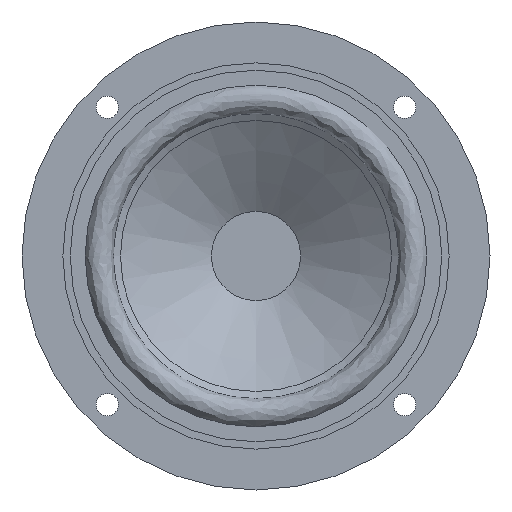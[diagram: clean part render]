
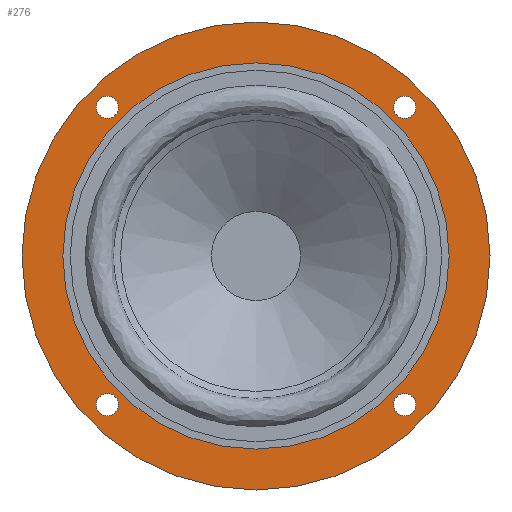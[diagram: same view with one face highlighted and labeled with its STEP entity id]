
A CAD part, front view. The second image highlights one B-rep face of the part: STEP entity #276.
In plain terms, the highlighted planar face has unit normal (0, -1, 0).
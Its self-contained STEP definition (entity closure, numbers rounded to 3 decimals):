
#31 = CYLINDRICAL_SURFACE('',#32,63.);
#32 = AXIS2_PLACEMENT_3D('',#33,#34,#35);
#33 = CARTESIAN_POINT('',(0.,0.,
    0.));
#34 = DIRECTION('',(0.,-1.,0.));
#35 = DIRECTION('',(0.,0.,1.));
#60 = VERTEX_POINT('',#61);
#61 = CARTESIAN_POINT('',(0.,-3.,63.));
#82 = EDGE_CURVE('',#60,#60,#83,.T.);
#83 = SURFACE_CURVE('',#84,(#89,#96),.PCURVE_S1.);
#84 = CIRCLE('',#85,63.);
#85 = AXIS2_PLACEMENT_3D('',#86,#87,#88);
#86 = CARTESIAN_POINT('',(0.,-3.,0.)
  );
#87 = DIRECTION('',(0.,1.,0.));
#88 = DIRECTION('',(0.,0.,1.));
#89 = PCURVE('',#31,#90);
#90 = DEFINITIONAL_REPRESENTATION('',(#91),#95);
#91 = LINE('',#92,#93);
#92 = CARTESIAN_POINT('',(0.,3.));
#93 = VECTOR('',#94,1.);
#94 = DIRECTION('',(-1.,0.));
#95 = ( GEOMETRIC_REPRESENTATION_CONTEXT(2) 
PARAMETRIC_REPRESENTATION_CONTEXT() REPRESENTATION_CONTEXT('2D SPACE',''
  ) );
#96 = PCURVE('',#97,#102);
#97 = PLANE('',#98);
#98 = AXIS2_PLACEMENT_3D('',#99,#100,#101);
#99 = CARTESIAN_POINT('',(0.,-3.,0.)
  );
#100 = DIRECTION('',(0.,-1.,0.));
#101 = DIRECTION('',(0.,0.,-1.));
#102 = DEFINITIONAL_REPRESENTATION('',(#103),#111);
#103 = ( BOUNDED_CURVE() B_SPLINE_CURVE(2,(#104,#105,#106,#107,#108,#109
,#110),.UNSPECIFIED.,.T.,.F.) B_SPLINE_CURVE_WITH_KNOTS((1,2,2,2,2,1),(
    -2.094,0.,2.094,4.189,6.283,
8.378),.UNSPECIFIED.) CURVE() GEOMETRIC_REPRESENTATION_ITEM() 
RATIONAL_B_SPLINE_CURVE((1.,0.5,1.,0.5,1.,0.5,1.)) REPRESENTATION_ITEM(
  '') );
#104 = CARTESIAN_POINT('',(-63.,0.));
#105 = CARTESIAN_POINT('',(-63.,109.119));
#106 = CARTESIAN_POINT('',(31.5,54.56));
#107 = CARTESIAN_POINT('',(126.,0.));
#108 = CARTESIAN_POINT('',(31.5,-54.56));
#109 = CARTESIAN_POINT('',(-63.,-109.119));
#110 = CARTESIAN_POINT('',(-63.,0.));
#111 = ( GEOMETRIC_REPRESENTATION_CONTEXT(2) 
PARAMETRIC_REPRESENTATION_CONTEXT() REPRESENTATION_CONTEXT('2D SPACE',''
  ) );
#137 = CYLINDRICAL_SURFACE('',#138,3.);
#138 = AXIS2_PLACEMENT_3D('',#139,#140,#141);
#139 = CARTESIAN_POINT('',(40.,-3.,40.));
#140 = DIRECTION('',(0.,-1.,0.));
#141 = DIRECTION('',(0.,0.,-1.));
#203 = CYLINDRICAL_SURFACE('',#204,3.);
#204 = AXIS2_PLACEMENT_3D('',#205,#206,#207);
#205 = CARTESIAN_POINT('',(40.,-3.,-40.));
#206 = DIRECTION('',(0.,-1.,0.));
#207 = DIRECTION('',(0.,0.,-1.));
#234 = CYLINDRICAL_SURFACE('',#235,3.);
#235 = AXIS2_PLACEMENT_3D('',#236,#237,#238);
#236 = CARTESIAN_POINT('',(-40.,-3.,40.));
#237 = DIRECTION('',(0.,-1.,0.));
#238 = DIRECTION('',(0.,0.,-1.));
#265 = CYLINDRICAL_SURFACE('',#266,3.);
#266 = AXIS2_PLACEMENT_3D('',#267,#268,#269);
#267 = CARTESIAN_POINT('',(-40.,-3.,-40.));
#268 = DIRECTION('',(0.,-1.,0.));
#269 = DIRECTION('',(0.,0.,-1.));
#276 = ADVANCED_FACE('',(#277,#280,#306,#341,#367,#393),#97,.T.);
#277 = FACE_BOUND('',#278,.F.);
#278 = EDGE_LOOP('',(#279));
#279 = ORIENTED_EDGE('',*,*,#82,.T.);
#280 = FACE_BOUND('',#281,.F.);
#281 = EDGE_LOOP('',(#282));
#282 = ORIENTED_EDGE('',*,*,#283,.T.);
#283 = EDGE_CURVE('',#284,#284,#286,.T.);
#284 = VERTEX_POINT('',#285);
#285 = CARTESIAN_POINT('',(40.,-3.,37.));
#286 = SURFACE_CURVE('',#287,(#292,#299),.PCURVE_S1.);
#287 = CIRCLE('',#288,3.);
#288 = AXIS2_PLACEMENT_3D('',#289,#290,#291);
#289 = CARTESIAN_POINT('',(40.,-3.,40.));
#290 = DIRECTION('',(0.,-1.,0.));
#291 = DIRECTION('',(0.,0.,-1.));
#292 = PCURVE('',#97,#293);
#293 = DEFINITIONAL_REPRESENTATION('',(#294),#298);
#294 = CIRCLE('',#295,3.);
#295 = AXIS2_PLACEMENT_2D('',#296,#297);
#296 = CARTESIAN_POINT('',(-40.,40.));
#297 = DIRECTION('',(1.,0.));
#298 = ( GEOMETRIC_REPRESENTATION_CONTEXT(2) 
PARAMETRIC_REPRESENTATION_CONTEXT() REPRESENTATION_CONTEXT('2D SPACE',''
  ) );
#299 = PCURVE('',#137,#300);
#300 = DEFINITIONAL_REPRESENTATION('',(#301),#305);
#301 = LINE('',#302,#303);
#302 = CARTESIAN_POINT('',(0.,0.));
#303 = VECTOR('',#304,1.);
#304 = DIRECTION('',(1.,0.));
#305 = ( GEOMETRIC_REPRESENTATION_CONTEXT(2) 
PARAMETRIC_REPRESENTATION_CONTEXT() REPRESENTATION_CONTEXT('2D SPACE',''
  ) );
#306 = FACE_BOUND('',#307,.F.);
#307 = EDGE_LOOP('',(#308));
#308 = ORIENTED_EDGE('',*,*,#309,.F.);
#309 = EDGE_CURVE('',#310,#310,#312,.T.);
#310 = VERTEX_POINT('',#311);
#311 = CARTESIAN_POINT('',(0.,-3.,52.));
#312 = SURFACE_CURVE('',#313,(#318,#329),.PCURVE_S1.);
#313 = CIRCLE('',#314,52.);
#314 = AXIS2_PLACEMENT_3D('',#315,#316,#317);
#315 = CARTESIAN_POINT('',(0.,-3.,0.
    ));
#316 = DIRECTION('',(0.,1.,0.));
#317 = DIRECTION('',(0.,0.,1.));
#318 = PCURVE('',#97,#319);
#319 = DEFINITIONAL_REPRESENTATION('',(#320),#328);
#320 = ( BOUNDED_CURVE() B_SPLINE_CURVE(2,(#321,#322,#323,#324,#325,#326
,#327),.UNSPECIFIED.,.F.,.F.) B_SPLINE_CURVE_WITH_KNOTS((1,2,2,2,2,1),(
    -2.094,0.,2.094,4.189,6.283,
8.378),.UNSPECIFIED.) CURVE() GEOMETRIC_REPRESENTATION_ITEM() 
RATIONAL_B_SPLINE_CURVE((1.,0.5,1.,0.5,1.,0.5,1.)) REPRESENTATION_ITEM(
  '') );
#321 = CARTESIAN_POINT('',(-52.,0.));
#322 = CARTESIAN_POINT('',(-52.,90.067));
#323 = CARTESIAN_POINT('',(26.,45.033));
#324 = CARTESIAN_POINT('',(104.,0.));
#325 = CARTESIAN_POINT('',(26.,-45.033));
#326 = CARTESIAN_POINT('',(-52.,-90.067));
#327 = CARTESIAN_POINT('',(-52.,0.));
#328 = ( GEOMETRIC_REPRESENTATION_CONTEXT(2) 
PARAMETRIC_REPRESENTATION_CONTEXT() REPRESENTATION_CONTEXT('2D SPACE',''
  ) );
#329 = PCURVE('',#330,#335);
#330 = CYLINDRICAL_SURFACE('',#331,52.);
#331 = AXIS2_PLACEMENT_3D('',#332,#333,#334);
#332 = CARTESIAN_POINT('',(0.,-3.,0.
    ));
#333 = DIRECTION('',(0.,1.,0.));
#334 = DIRECTION('',(0.,0.,1.));
#335 = DEFINITIONAL_REPRESENTATION('',(#336),#340);
#336 = LINE('',#337,#338);
#337 = CARTESIAN_POINT('',(0.,0.));
#338 = VECTOR('',#339,1.);
#339 = DIRECTION('',(1.,0.));
#340 = ( GEOMETRIC_REPRESENTATION_CONTEXT(2) 
PARAMETRIC_REPRESENTATION_CONTEXT() REPRESENTATION_CONTEXT('2D SPACE',''
  ) );
#341 = FACE_BOUND('',#342,.F.);
#342 = EDGE_LOOP('',(#343));
#343 = ORIENTED_EDGE('',*,*,#344,.T.);
#344 = EDGE_CURVE('',#345,#345,#347,.T.);
#345 = VERTEX_POINT('',#346);
#346 = CARTESIAN_POINT('',(40.,-3.,-43.));
#347 = SURFACE_CURVE('',#348,(#353,#360),.PCURVE_S1.);
#348 = CIRCLE('',#349,3.);
#349 = AXIS2_PLACEMENT_3D('',#350,#351,#352);
#350 = CARTESIAN_POINT('',(40.,-3.,-40.));
#351 = DIRECTION('',(0.,-1.,0.));
#352 = DIRECTION('',(0.,0.,-1.));
#353 = PCURVE('',#97,#354);
#354 = DEFINITIONAL_REPRESENTATION('',(#355),#359);
#355 = CIRCLE('',#356,3.);
#356 = AXIS2_PLACEMENT_2D('',#357,#358);
#357 = CARTESIAN_POINT('',(40.,40.));
#358 = DIRECTION('',(1.,0.));
#359 = ( GEOMETRIC_REPRESENTATION_CONTEXT(2) 
PARAMETRIC_REPRESENTATION_CONTEXT() REPRESENTATION_CONTEXT('2D SPACE',''
  ) );
#360 = PCURVE('',#203,#361);
#361 = DEFINITIONAL_REPRESENTATION('',(#362),#366);
#362 = LINE('',#363,#364);
#363 = CARTESIAN_POINT('',(0.,0.));
#364 = VECTOR('',#365,1.);
#365 = DIRECTION('',(1.,0.));
#366 = ( GEOMETRIC_REPRESENTATION_CONTEXT(2) 
PARAMETRIC_REPRESENTATION_CONTEXT() REPRESENTATION_CONTEXT('2D SPACE',''
  ) );
#367 = FACE_BOUND('',#368,.F.);
#368 = EDGE_LOOP('',(#369));
#369 = ORIENTED_EDGE('',*,*,#370,.T.);
#370 = EDGE_CURVE('',#371,#371,#373,.T.);
#371 = VERTEX_POINT('',#372);
#372 = CARTESIAN_POINT('',(-40.,-3.,37.));
#373 = SURFACE_CURVE('',#374,(#379,#386),.PCURVE_S1.);
#374 = CIRCLE('',#375,3.);
#375 = AXIS2_PLACEMENT_3D('',#376,#377,#378);
#376 = CARTESIAN_POINT('',(-40.,-3.,40.));
#377 = DIRECTION('',(0.,-1.,0.));
#378 = DIRECTION('',(0.,0.,-1.));
#379 = PCURVE('',#97,#380);
#380 = DEFINITIONAL_REPRESENTATION('',(#381),#385);
#381 = CIRCLE('',#382,3.);
#382 = AXIS2_PLACEMENT_2D('',#383,#384);
#383 = CARTESIAN_POINT('',(-40.,-40.));
#384 = DIRECTION('',(1.,0.));
#385 = ( GEOMETRIC_REPRESENTATION_CONTEXT(2) 
PARAMETRIC_REPRESENTATION_CONTEXT() REPRESENTATION_CONTEXT('2D SPACE',''
  ) );
#386 = PCURVE('',#234,#387);
#387 = DEFINITIONAL_REPRESENTATION('',(#388),#392);
#388 = LINE('',#389,#390);
#389 = CARTESIAN_POINT('',(0.,0.));
#390 = VECTOR('',#391,1.);
#391 = DIRECTION('',(1.,0.));
#392 = ( GEOMETRIC_REPRESENTATION_CONTEXT(2) 
PARAMETRIC_REPRESENTATION_CONTEXT() REPRESENTATION_CONTEXT('2D SPACE',''
  ) );
#393 = FACE_BOUND('',#394,.F.);
#394 = EDGE_LOOP('',(#395));
#395 = ORIENTED_EDGE('',*,*,#396,.T.);
#396 = EDGE_CURVE('',#397,#397,#399,.T.);
#397 = VERTEX_POINT('',#398);
#398 = CARTESIAN_POINT('',(-40.,-3.,-43.));
#399 = SURFACE_CURVE('',#400,(#405,#412),.PCURVE_S1.);
#400 = CIRCLE('',#401,3.);
#401 = AXIS2_PLACEMENT_3D('',#402,#403,#404);
#402 = CARTESIAN_POINT('',(-40.,-3.,-40.));
#403 = DIRECTION('',(0.,-1.,0.));
#404 = DIRECTION('',(0.,0.,-1.));
#405 = PCURVE('',#97,#406);
#406 = DEFINITIONAL_REPRESENTATION('',(#407),#411);
#407 = CIRCLE('',#408,3.);
#408 = AXIS2_PLACEMENT_2D('',#409,#410);
#409 = CARTESIAN_POINT('',(40.,-40.));
#410 = DIRECTION('',(1.,0.));
#411 = ( GEOMETRIC_REPRESENTATION_CONTEXT(2) 
PARAMETRIC_REPRESENTATION_CONTEXT() REPRESENTATION_CONTEXT('2D SPACE',''
  ) );
#412 = PCURVE('',#265,#413);
#413 = DEFINITIONAL_REPRESENTATION('',(#414),#418);
#414 = LINE('',#415,#416);
#415 = CARTESIAN_POINT('',(0.,0.));
#416 = VECTOR('',#417,1.);
#417 = DIRECTION('',(1.,0.));
#418 = ( GEOMETRIC_REPRESENTATION_CONTEXT(2) 
PARAMETRIC_REPRESENTATION_CONTEXT() REPRESENTATION_CONTEXT('2D SPACE',''
  ) );
